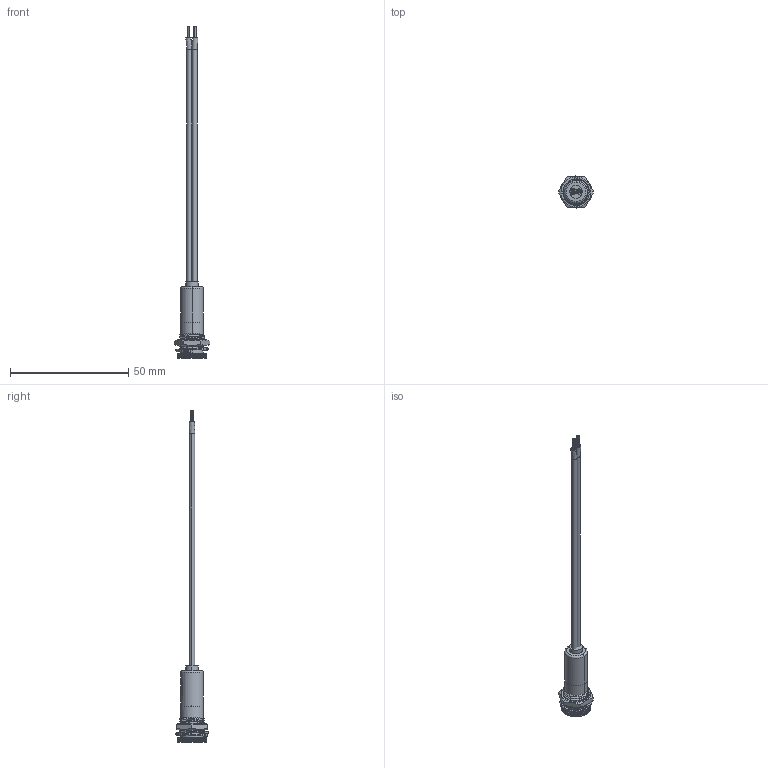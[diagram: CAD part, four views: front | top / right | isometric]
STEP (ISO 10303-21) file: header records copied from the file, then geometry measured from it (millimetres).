
FILE_DESCRIPTION (( 'STEP AP203' ), '1' );
FILE_NAME ('10-02879.STEP', '2018-02-20T20:08:12', ( '' ), ( '' ), 'SwSTEP 2.0', 'SolidWorks 2015', '' );
FILE_SCHEMA (( 'CONFIG_CONTROL_DESIGN' ));
Length unit declared in the file: millimetre
Products named in the file (13): 56-00001_Helical - Render; 54-00064-8; 54-00064-3; 54-00064-6; 54-00064-5; 54-00064; 54-00064-4; 54-00064-1_ASM; 54-00064-1; 54-00064_Nickel Plating; 10-02879; 24-00234; 30-00415_5mm s+t
Assembly tree (12 placements, depth 4):
  10-02879
    30-00415_5mm s+t
    24-00234
    54-00064
      54-00064_Nickel Plating
      54-00064-1_ASM
        54-00064-1
        54-00064-3
        54-00064-4
        54-00064-5
        54-00064-8
      54-00064-6
      56-00001_Helical - Render
Bounding box: 15.01 x 13.54 x 140.1 mm (x, y, z)
Volume: 2871.2 mm3; surface area: 11197.3 mm2
Topology: 178 solids, 178 shells, 1094 faces, 2162 edges, 1427 vertices
Faces by surface type: plane 538, cylinder 474, bspline 50, cone 30, torus 2
Entity records: 34909 total; most frequent: CARTESIAN_POINT 11323, DIRECTION 4709, ORIENTED_EDGE 4316, EDGE_CURVE 2158, AXIS2_PLACEMENT_3D 1995, VERTEX_POINT 1427, EDGE_LOOP 1119, FACE_OUTER_BOUND 1094
